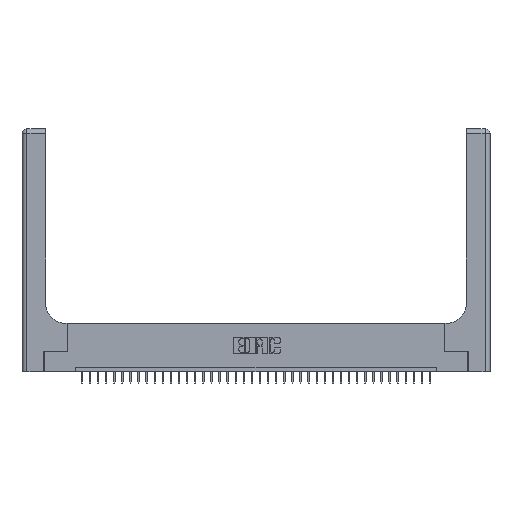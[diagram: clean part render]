
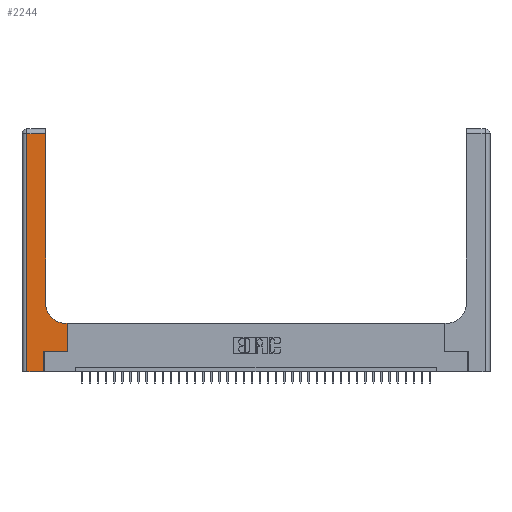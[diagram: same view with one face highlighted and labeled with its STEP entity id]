
A CAD part, top view. The second image highlights one B-rep face of the part: STEP entity #2244.
In plain terms, the highlighted planar face has unit normal (0, 0, 1).
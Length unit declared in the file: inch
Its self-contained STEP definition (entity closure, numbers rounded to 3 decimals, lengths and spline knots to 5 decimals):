
#467 = CARTESIAN_POINT ( 'NONE',  ( 0.269, 0.25, 0.37 ) ) ;
#729 = LINE ( 'NONE', #27678, #32612 ) ;
#1403 = EDGE_CURVE ( 'NONE', #34206, #4172, #22495, .T. ) ;
#1483 = ORIENTED_EDGE ( 'NONE', *, *, #7515, .T. ) ;
#1853 = DIRECTION ( 'NONE',  ( 0., 1., 0. ) ) ;
#2031 = DIRECTION ( 'NONE',  ( 1., 0., 0. ) ) ;
#2244 = ADVANCED_FACE ( 'NONE', ( #7172 ), #22005, .F. ) ;
#2645 = CARTESIAN_POINT ( 'NONE',  ( 0., 2.94, 0.37 ) ) ;
#4172 = VERTEX_POINT ( 'NONE', #14105 ) ;
#4593 = CIRCLE ( 'NONE', #37531, 0.25 ) ;
#5415 = VERTEX_POINT ( 'NONE', #15474 ) ;
#6030 = CARTESIAN_POINT ( 'NONE',  ( 0.269, 0., 0.37 ) ) ;
#6502 = EDGE_CURVE ( 'NONE', #22505, #23682, #35468, .T. ) ;
#6940 = DIRECTION ( 'NONE',  ( 0., 1., 0. ) ) ;
#7051 = DIRECTION ( 'NONE',  ( 0., 0., -1. ) ) ;
#7172 = FACE_OUTER_BOUND ( 'NONE', #36688, .T. ) ;
#7515 = EDGE_CURVE ( 'NONE', #36845, #16177, #36133, .T. ) ;
#8476 = DIRECTION ( 'NONE',  ( -1., 0., 0. ) ) ;
#8624 = VECTOR ( 'NONE', #28060, 39.37008 ) ;
#9140 = DIRECTION ( 'NONE',  ( 1., 0., 0. ) ) ;
#9366 = ORIENTED_EDGE ( 'NONE', *, *, #37789, .T. ) ;
#10123 = DIRECTION ( 'NONE',  ( 0., -1., 0. ) ) ;
#10155 = LINE ( 'NONE', #21903, #8624 ) ;
#10855 = VECTOR ( 'NONE', #6940, 39.37008 ) ;
#11123 = DIRECTION ( 'NONE',  ( -1., 0., 0. ) ) ;
#11400 = VERTEX_POINT ( 'NONE', #35334 ) ;
#12213 = EDGE_CURVE ( 'NONE', #29401, #34206, #13803, .T. ) ;
#12776 = ORIENTED_EDGE ( 'NONE', *, *, #6502, .T. ) ;
#13803 = LINE ( 'NONE', #28623, #23849 ) ;
#14077 = EDGE_CURVE ( 'NONE', #23682, #29401, #4593, .T. ) ;
#14105 = CARTESIAN_POINT ( 'NONE',  ( 0.06, 2.94, 0.37 ) ) ;
#15057 = VECTOR ( 'NONE', #8476, 39.37008 ) ;
#15474 = CARTESIAN_POINT ( 'NONE',  ( 0.269, 0., 0.37 ) ) ;
#16100 = LINE ( 'NONE', #33456, #37643 ) ;
#16177 = VERTEX_POINT ( 'NONE', #38009 ) ;
#18480 = ORIENTED_EDGE ( 'NONE', *, *, #35906, .T. ) ;
#18743 = CARTESIAN_POINT ( 'NONE',  ( 0.2915, 0.85, 0.37 ) ) ;
#19173 = ORIENTED_EDGE ( 'NONE', *, *, #1403, .T. ) ;
#20215 = VECTOR ( 'NONE', #11123, 39.37008 ) ;
#20742 = EDGE_CURVE ( 'NONE', #5415, #36845, #21576, .T. ) ;
#21576 = LINE ( 'NONE', #6030, #10855 ) ;
#21903 = CARTESIAN_POINT ( 'NONE',  ( 0.5585, 0.25, 0.37 ) ) ;
#22005 = PLANE ( 'NONE',  #34985 ) ;
#22197 = DIRECTION ( 'NONE',  ( 0., 0., -1. ) ) ;
#22383 = CARTESIAN_POINT ( 'NONE',  ( 0., 3., 0.37 ) ) ;
#22495 = LINE ( 'NONE', #2645, #20215 ) ;
#22505 = VERTEX_POINT ( 'NONE', #25346 ) ;
#23682 = VERTEX_POINT ( 'NONE', #35862 ) ;
#23806 = ORIENTED_EDGE ( 'NONE', *, *, #36029, .T. ) ;
#23849 = VECTOR ( 'NONE', #1853, 39.37008 ) ;
#24337 = ORIENTED_EDGE ( 'NONE', *, *, #14077, .T. ) ;
#24405 = DIRECTION ( 'NONE',  ( 1., 0., 0. ) ) ;
#24937 = VECTOR ( 'NONE', #9140, 39.37008 ) ;
#25346 = CARTESIAN_POINT ( 'NONE',  ( 0.5585, 0.6, 0.37 ) ) ;
#27678 = CARTESIAN_POINT ( 'NONE',  ( 0., 0., 0.37 ) ) ;
#28060 = DIRECTION ( 'NONE',  ( 0., 1., 0. ) ) ;
#28623 = CARTESIAN_POINT ( 'NONE',  ( 0.2915, 3., 0.37 ) ) ;
#29055 = ORIENTED_EDGE ( 'NONE', *, *, #20742, .T. ) ;
#29401 = VERTEX_POINT ( 'NONE', #18743 ) ;
#30103 = CARTESIAN_POINT ( 'NONE',  ( 0.269, 0.25, 0.37 ) ) ;
#32005 = CARTESIAN_POINT ( 'NONE',  ( 0.2915, 2.94, 0.37 ) ) ;
#32612 = VECTOR ( 'NONE', #24405, 39.37008 ) ;
#33456 = CARTESIAN_POINT ( 'NONE',  ( 0.06, 3., 0.37 ) ) ;
#33779 = DIRECTION ( 'NONE',  ( -1., 0., 0. ) ) ;
#34206 = VERTEX_POINT ( 'NONE', #32005 ) ;
#34985 = AXIS2_PLACEMENT_3D ( 'NONE', #22383, #22197, #33779 ) ;
#35334 = CARTESIAN_POINT ( 'NONE',  ( 0.06, 0., 0.37 ) ) ;
#35468 = LINE ( 'NONE', #37987, #15057 ) ;
#35785 = ORIENTED_EDGE ( 'NONE', *, *, #12213, .T. ) ;
#35862 = CARTESIAN_POINT ( 'NONE',  ( 0.5415, 0.6, 0.37 ) ) ;
#35906 = EDGE_CURVE ( 'NONE', #11400, #5415, #729, .T. ) ;
#36029 = EDGE_CURVE ( 'NONE', #16177, #22505, #10155, .T. ) ;
#36133 = LINE ( 'NONE', #467, #24937 ) ;
#36688 = EDGE_LOOP ( 'NONE', ( #35785, #19173, #9366, #18480, #29055, #1483, #23806, #12776, #24337 ) ) ;
#36845 = VERTEX_POINT ( 'NONE', #30103 ) ;
#37142 = CARTESIAN_POINT ( 'NONE',  ( 0.5415, 0.85, 0.37 ) ) ;
#37531 = AXIS2_PLACEMENT_3D ( 'NONE', #37142, #7051, #2031 ) ;
#37643 = VECTOR ( 'NONE', #10123, 39.37008 ) ;
#37789 = EDGE_CURVE ( 'NONE', #4172, #11400, #16100, .T. ) ;
#37987 = CARTESIAN_POINT ( 'NONE',  ( 0.2915, 0.6, 0.37 ) ) ;
#38009 = CARTESIAN_POINT ( 'NONE',  ( 0.5585, 0.25, 0.37 ) ) ;
